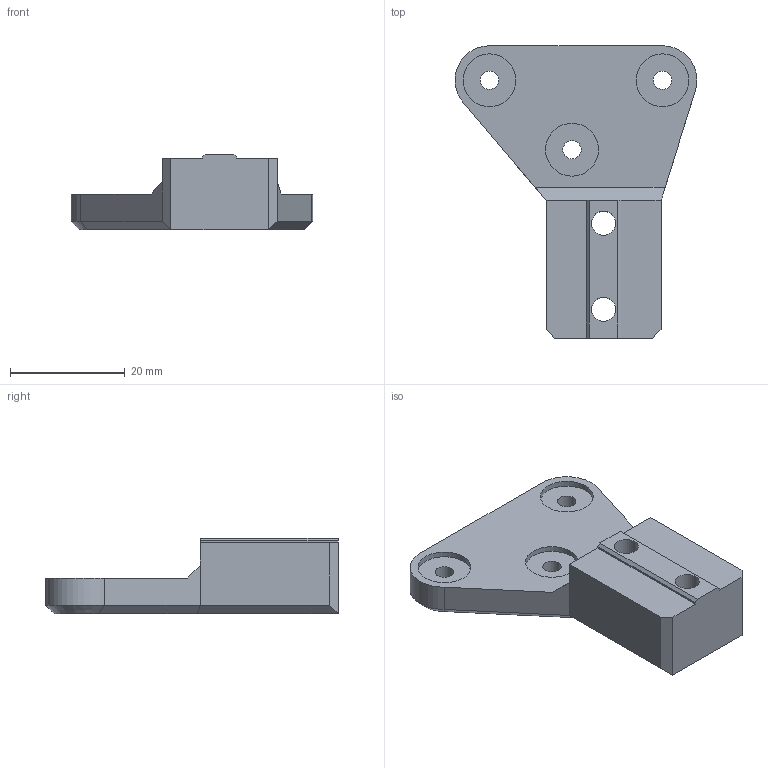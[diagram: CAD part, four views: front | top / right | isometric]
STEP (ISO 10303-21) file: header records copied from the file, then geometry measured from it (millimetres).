
FILE_DESCRIPTION(/* description */ (''),/* implementation_level */ '2;1');
FILE_NAME(/* name */ 'console beam Y lower MGN12H with flag.stp',/* time_stamp */ '2023-01-26T10:45:01+05:00',/* author */ ('khrip'),/* organization */ (''),/* preprocessor_version */ 'ST-DEVELOPER v18.1',/* originating_system */ 'Autodesk Inventor 2022',/* authorisation */ '');
FILE_SCHEMA (('AUTOMOTIVE_DESIGN { 1 0 10303 214 3 1 1 }'));
Length unit declared in the file: millimetre
Products named in the file (1): Упрощенный кронштейн 
балки Y версия 2_MIR1
_MIR
Bounding box: 42.13 x 50.91 x 13.2 mm (x, y, z)
Volume: 10852.5 mm3; surface area: 4775.8 mm2
Topology: 1 solids, 1 shells, 41 faces, 95 edges, 60 vertices
Faces by surface type: plane 28, cylinder 11, cone 2
Full cylindrical faces by diameter (mm): 2.5 x1, 3.2 x3, 4.2 x2, 9.2 x3
Entity records: 1252 total; most frequent: DIRECTION 203, CARTESIAN_POINT 200, ORIENTED_EDGE 190, EDGE_CURVE 95, LINE 69, VECTOR 69, AXIS2_PLACEMENT_3D 67, VERTEX_POINT 60
